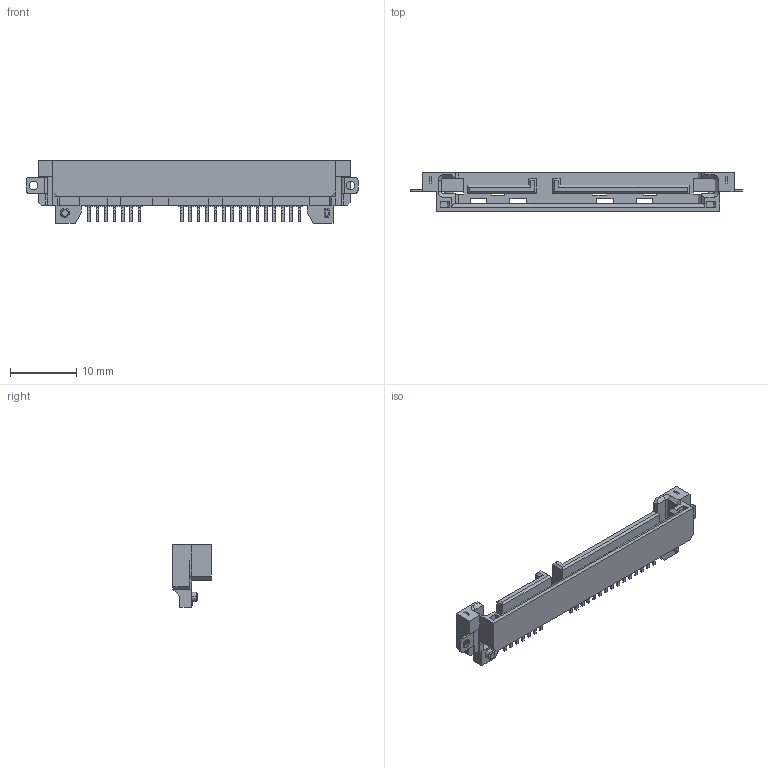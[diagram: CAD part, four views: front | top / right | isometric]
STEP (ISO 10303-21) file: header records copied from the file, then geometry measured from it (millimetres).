
FILE_DESCRIPTION((''),'2;1');
FILE_NAME('FST2213_ASM','2025-12-03T',('工程三'),(''),'PRO/ENGINEER BY PARAMETRIC TECHNOLOGY CORPORATION, 2010280','PRO/ENGINEER BY PARAMETRIC TECHNOLOGY CORPORATION, 2010280','');
FILE_SCHEMA(('CONFIG_CONTROL_DESIGN'));
Length unit declared in the file: millimetre
Products named in the file (1): FST2213_ASM
Bounding box: 50.1 x 5.8 x 9.5 mm (x, y, z)
Volume: 814.3 mm3; surface area: 2315.7 mm2
Topology: 1 solids, 1 shells, 1273 faces, 3842 edges, 2458 vertices
Faces by surface type: plane 1158, cylinder 107, cone 8
Entity records: 42365 total; most frequent: ORIENTED_EDGE 7684, CARTESIAN_POINT 7590, DIRECTION 6606, EDGE_CURVE 3842, VECTOR 3616, LINE 3616, VERTEX_POINT 2458, AXIS2_PLACEMENT_3D 1495
